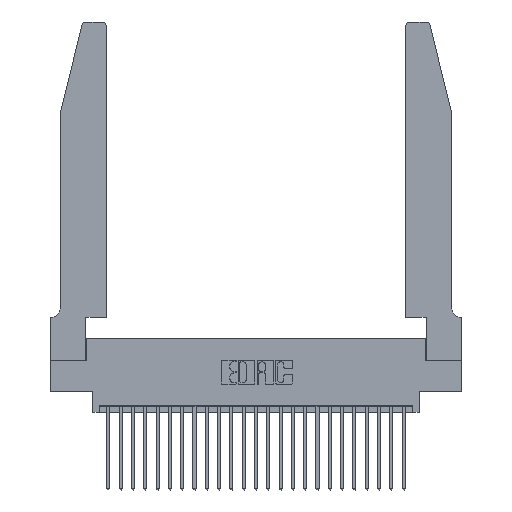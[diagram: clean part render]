
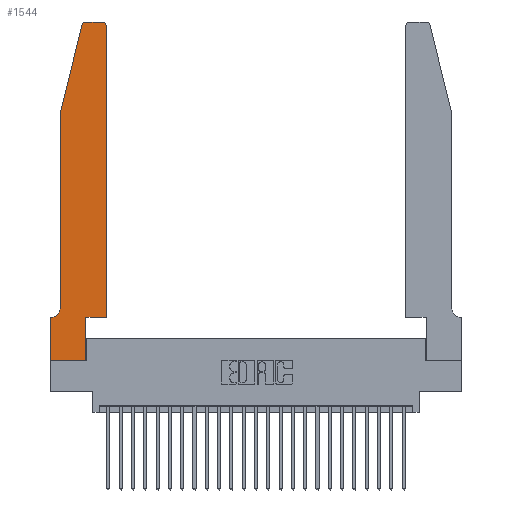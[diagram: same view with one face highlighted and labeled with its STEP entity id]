
A CAD part, top view. The second image highlights one B-rep face of the part: STEP entity #1544.
In plain terms, the highlighted planar face has unit normal (0, 0, 1).
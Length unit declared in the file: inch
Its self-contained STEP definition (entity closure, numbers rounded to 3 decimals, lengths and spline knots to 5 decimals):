
#166 = DIRECTION ( 'NONE',  ( -1., 0., 0. ) ) ;
#397 = DIRECTION ( 'NONE',  ( 0., -1., 0. ) ) ;
#1189 = ORIENTED_EDGE ( 'NONE', *, *, #14286, .T. ) ;
#1317 = DIRECTION ( 'NONE',  ( 0., 0., -1. ) ) ;
#1425 = CARTESIAN_POINT ( 'NONE',  ( 0.2865, 0., 0.37 ) ) ;
#1544 = ADVANCED_FACE ( 'NONE', ( #21100 ), #2439, .T. ) ;
#1611 = EDGE_CURVE ( 'NONE', #16135, #20230, #25276, .T. ) ;
#2288 = VERTEX_POINT ( 'NONE', #1425 ) ;
#2439 = PLANE ( 'NONE',  #21288 ) ;
#2804 = EDGE_CURVE ( 'NONE', #18343, #17898, #4167, .T. ) ;
#3465 = VECTOR ( 'NONE', #166, 39.37008 ) ;
#3620 = EDGE_CURVE ( 'NONE', #20230, #2288, #23893, .T. ) ;
#4167 = LINE ( 'NONE', #25211, #14617 ) ;
#4821 = AXIS2_PLACEMENT_3D ( 'NONE', #13874, #1317, #15904 ) ;
#5104 = EDGE_CURVE ( 'NONE', #16459, #12865, #9047, .T. ) ;
#6396 = CARTESIAN_POINT ( 'NONE',  ( 0.2605, 2.75, 0.37 ) ) ;
#6424 = ORIENTED_EDGE ( 'NONE', *, *, #18730, .T. ) ;
#7251 = CARTESIAN_POINT ( 'NONE',  ( 0.0755, 0.35, 0.37 ) ) ;
#7675 = LINE ( 'NONE', #24907, #24779 ) ;
#7711 = DIRECTION ( 'NONE',  ( 1., 0., 0. ) ) ;
#7844 = CARTESIAN_POINT ( 'NONE',  ( 0.25487, 2.72718, 0.37 ) ) ;
#7949 = ORIENTED_EDGE ( 'NONE', *, *, #10343, .T. ) ;
#8058 = VECTOR ( 'NONE', #9599, 39.37008 ) ;
#8301 = CIRCLE ( 'NONE', #4821, 0.07 ) ;
#8532 = DIRECTION ( 'NONE',  ( 0., 0., 1. ) ) ;
#8621 = ORIENTED_EDGE ( 'NONE', *, *, #23808, .T. ) ;
#8803 = VERTEX_POINT ( 'NONE', #12325 ) ;
#9047 = LINE ( 'NONE', #6396, #3465 ) ;
#9074 = LINE ( 'NONE', #18003, #24243 ) ;
#9249 = CARTESIAN_POINT ( 'NONE',  ( 0.4205, 2.72, 0.37 ) ) ;
#9428 = LINE ( 'NONE', #7251, #19762 ) ;
#9599 = DIRECTION ( 'NONE',  ( 1., 0., 0. ) ) ;
#9754 = ORIENTED_EDGE ( 'NONE', *, *, #1611, .T. ) ;
#10343 = EDGE_CURVE ( 'NONE', #12493, #16135, #9428, .T. ) ;
#10830 = DIRECTION ( 'NONE',  ( 0., -1., 0. ) ) ;
#10843 = CARTESIAN_POINT ( 'NONE',  ( 0.0755, 0.42, 0.37 ) ) ;
#11381 = DIRECTION ( 'NONE',  ( 1., 0., 0. ) ) ;
#11521 = ORIENTED_EDGE ( 'NONE', *, *, #25979, .T. ) ;
#11743 = CARTESIAN_POINT ( 'NONE',  ( 0.4205, 2.75, 0.37 ) ) ;
#12325 = CARTESIAN_POINT ( 'NONE',  ( 0.4505, 2.72, 0.37 ) ) ;
#12493 = VERTEX_POINT ( 'NONE', #17743 ) ;
#12610 = DIRECTION ( 'NONE',  ( 0., 1., 0. ) ) ;
#12865 = VERTEX_POINT ( 'NONE', #23123 ) ;
#13874 = CARTESIAN_POINT ( 'NONE',  ( 0.0055, 0.42, 0.37 ) ) ;
#14286 = EDGE_CURVE ( 'NONE', #12865, #24719, #20970, .T. ) ;
#14521 = CARTESIAN_POINT ( 'NONE',  ( 0.0755, 2., 0.37 ) ) ;
#14617 = VECTOR ( 'NONE', #10830, 39.37008 ) ;
#14749 = EDGE_LOOP ( 'NONE', ( #23300, #1189, #11521, #21262, #24040, #7949, #9754, #23981, #6424, #8621, #26373, #25022 ) ) ;
#14870 = EDGE_CURVE ( 'NONE', #19019, #8803, #7675, .T. ) ;
#15326 = EDGE_CURVE ( 'NONE', #17898, #12493, #8301, .T. ) ;
#15491 = CARTESIAN_POINT ( 'NONE',  ( 0., 0., 0.37 ) ) ;
#15904 = DIRECTION ( 'NONE',  ( -1., 0., 0. ) ) ;
#16135 = VERTEX_POINT ( 'NONE', #25027 ) ;
#16356 = EDGE_CURVE ( 'NONE', #8803, #16459, #17283, .T. ) ;
#16459 = VERTEX_POINT ( 'NONE', #11743 ) ;
#16735 = CARTESIAN_POINT ( 'NONE',  ( 0.2865, 0.35, 0.37 ) ) ;
#17007 = VECTOR ( 'NONE', #20666, 39.37008 ) ;
#17283 = CIRCLE ( 'NONE', #18933, 0.03 ) ;
#17743 = CARTESIAN_POINT ( 'NONE',  ( 0.0055, 0.35, 0.37 ) ) ;
#17898 = VERTEX_POINT ( 'NONE', #10843 ) ;
#18003 = CARTESIAN_POINT ( 'NONE',  ( 0.4505, 0.35, 0.37 ) ) ;
#18057 = DIRECTION ( 'NONE',  ( 0., 1., 0. ) ) ;
#18343 = VERTEX_POINT ( 'NONE', #14521 ) ;
#18583 = CARTESIAN_POINT ( 'NONE',  ( 0.0755, 2., 0.37 ) ) ;
#18730 = EDGE_CURVE ( 'NONE', #2288, #23930, #25812, .T. ) ;
#18798 = DIRECTION ( 'NONE',  ( 1., 0., 0. ) ) ;
#18933 = AXIS2_PLACEMENT_3D ( 'NONE', #9249, #23689, #11381 ) ;
#19019 = VERTEX_POINT ( 'NONE', #23009 ) ;
#19623 = DIRECTION ( 'NONE',  ( -1., 0., 0. ) ) ;
#19762 = VECTOR ( 'NONE', #19623, 39.37008 ) ;
#20146 = CARTESIAN_POINT ( 'NONE',  ( 0.2865, 0.35, 0.37 ) ) ;
#20230 = VERTEX_POINT ( 'NONE', #15491 ) ;
#20666 = DIRECTION ( 'NONE',  ( -0.239, -0.971, 0. ) ) ;
#20759 = AXIS2_PLACEMENT_3D ( 'NONE', #20896, #8532, #22965 ) ;
#20896 = CARTESIAN_POINT ( 'NONE',  ( 0.284, 2.72, 0.37 ) ) ;
#20970 = CIRCLE ( 'NONE', #20759, 0.03 ) ;
#21100 = FACE_OUTER_BOUND ( 'NONE', #14749, .T. ) ;
#21262 = ORIENTED_EDGE ( 'NONE', *, *, #2804, .T. ) ;
#21288 = AXIS2_PLACEMENT_3D ( 'NONE', #24074, #24022, #18798 ) ;
#21944 = CARTESIAN_POINT ( 'NONE',  ( 0., 0., 0.37 ) ) ;
#22698 = CARTESIAN_POINT ( 'NONE',  ( 0., 0., 0.37 ) ) ;
#22965 = DIRECTION ( 'NONE',  ( 1., 0., 0. ) ) ;
#23009 = CARTESIAN_POINT ( 'NONE',  ( 0.4505, 0.35, 0.37 ) ) ;
#23123 = CARTESIAN_POINT ( 'NONE',  ( 0.284, 2.75, 0.37 ) ) ;
#23139 = LINE ( 'NONE', #18583, #17007 ) ;
#23300 = ORIENTED_EDGE ( 'NONE', *, *, #5104, .T. ) ;
#23689 = DIRECTION ( 'NONE',  ( 0., 0., 1. ) ) ;
#23808 = EDGE_CURVE ( 'NONE', #23930, #19019, #9074, .T. ) ;
#23893 = LINE ( 'NONE', #21944, #8058 ) ;
#23930 = VERTEX_POINT ( 'NONE', #16735 ) ;
#23981 = ORIENTED_EDGE ( 'NONE', *, *, #3620, .T. ) ;
#24022 = DIRECTION ( 'NONE',  ( 0., 0., 1. ) ) ;
#24040 = ORIENTED_EDGE ( 'NONE', *, *, #15326, .T. ) ;
#24074 = CARTESIAN_POINT ( 'NONE',  ( 0., 0.35, 0.37 ) ) ;
#24243 = VECTOR ( 'NONE', #7711, 39.37008 ) ;
#24533 = VECTOR ( 'NONE', #18057, 39.37008 ) ;
#24625 = VECTOR ( 'NONE', #397, 39.37008 ) ;
#24719 = VERTEX_POINT ( 'NONE', #7844 ) ;
#24779 = VECTOR ( 'NONE', #12610, 39.37008 ) ;
#24907 = CARTESIAN_POINT ( 'NONE',  ( 0.4505, 0.35, 0.37 ) ) ;
#25022 = ORIENTED_EDGE ( 'NONE', *, *, #16356, .T. ) ;
#25027 = CARTESIAN_POINT ( 'NONE',  ( 0., 0.35, 0.37 ) ) ;
#25211 = CARTESIAN_POINT ( 'NONE',  ( 0.0755, 2., 0.37 ) ) ;
#25276 = LINE ( 'NONE', #22698, #24625 ) ;
#25812 = LINE ( 'NONE', #20146, #24533 ) ;
#25979 = EDGE_CURVE ( 'NONE', #24719, #18343, #23139, .T. ) ;
#26373 = ORIENTED_EDGE ( 'NONE', *, *, #14870, .T. ) ;
